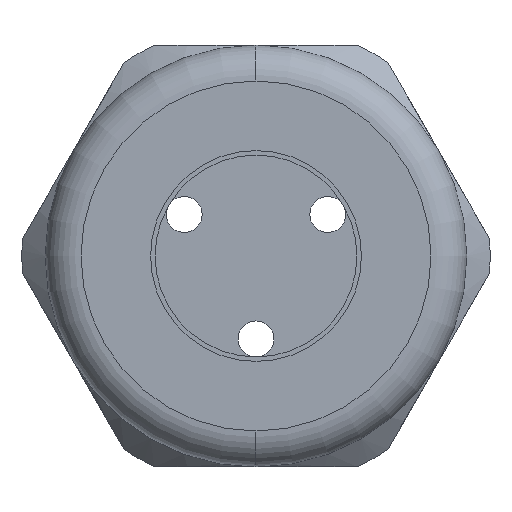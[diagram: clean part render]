
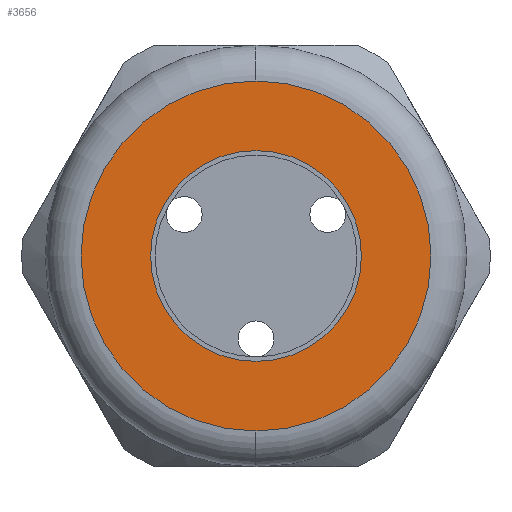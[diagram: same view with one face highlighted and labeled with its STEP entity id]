
A CAD part, left-side view. The second image highlights one B-rep face of the part: STEP entity #3656.
In plain terms, the highlighted planar face has unit normal (-1, 0, 0).
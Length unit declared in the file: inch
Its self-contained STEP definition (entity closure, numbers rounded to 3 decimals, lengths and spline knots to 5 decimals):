
#277 = ORIENTED_EDGE ( 'NONE', *, *, #948, .T. ) ;
#631 = EDGE_CURVE ( 'NONE', #955, #949, #2144, .T. ) ;
#632 = ORIENTED_EDGE ( 'NONE', *, *, #631, .T. ) ;
#633 = EDGE_LOOP ( 'NONE', ( #632, #277 ) ) ;
#640 = EDGE_CURVE ( 'NONE', #799, #874, #2182, .T. ) ;
#641 = ORIENTED_EDGE ( 'NONE', *, *, #640, .T. ) ;
#799 = VERTEX_POINT ( 'NONE', #2495 ) ;
#868 = EDGE_CURVE ( 'NONE', #874, #799, #2605, .T. ) ;
#874 = VERTEX_POINT ( 'NONE', #2663 ) ;
#948 = EDGE_CURVE ( 'NONE', #949, #955, #2786, .T. ) ;
#949 = VERTEX_POINT ( 'NONE', #2777 ) ;
#955 = VERTEX_POINT ( 'NONE', #2767 ) ;
#2130 = CARTESIAN_POINT ( 'NONE',  ( -1.25, 0., 0. ) ) ;
#2140 = DIRECTION ( 'NONE',  ( 0., 0., -1. ) ) ;
#2141 = DIRECTION ( 'NONE',  ( 1., 0., 0. ) ) ;
#2142 = CARTESIAN_POINT ( 'NONE',  ( -1.25, 0., 0. ) ) ;
#2143 = AXIS2_PLACEMENT_3D ( 'NONE', #2142, #2141, #2140 ) ;
#2144 = CIRCLE ( 'NONE', #2143, 0.235 ) ;
#2179 = DIRECTION ( 'NONE',  ( 0., 0., 1. ) ) ;
#2180 = DIRECTION ( 'NONE',  ( -1., 0., 0. ) ) ;
#2181 = AXIS2_PLACEMENT_3D ( 'NONE', #2130, #2180, #2179 ) ;
#2182 = CIRCLE ( 'NONE', #2181, 0.39 ) ;
#2495 = CARTESIAN_POINT ( 'NONE',  ( -1.25, 0., -0.39 ) ) ;
#2604 = AXIS2_PLACEMENT_3D ( 'NONE', #2667, #2666, #2665 ) ;
#2605 = CIRCLE ( 'NONE', #2604, 0.39 ) ;
#2663 = CARTESIAN_POINT ( 'NONE',  ( -1.25, 0., 0.39 ) ) ;
#2665 = DIRECTION ( 'NONE',  ( 0., 0., 1. ) ) ;
#2666 = DIRECTION ( 'NONE',  ( -1., 0., 0. ) ) ;
#2667 = CARTESIAN_POINT ( 'NONE',  ( -1.25, 0., 0. ) ) ;
#2767 = CARTESIAN_POINT ( 'NONE',  ( -1.25, 0., -0.235 ) ) ;
#2777 = CARTESIAN_POINT ( 'NONE',  ( -1.25, 0., 0.235 ) ) ;
#2778 = DIRECTION ( 'NONE',  ( 0., 0., -1. ) ) ;
#2779 = DIRECTION ( 'NONE',  ( 1., 0., 0. ) ) ;
#2780 = CARTESIAN_POINT ( 'NONE',  ( -1.25, 0., 0. ) ) ;
#2781 = AXIS2_PLACEMENT_3D ( 'NONE', #2780, #2779, #2778 ) ;
#2786 = CIRCLE ( 'NONE', #2781, 0.235 ) ;
#3047 = FACE_BOUND ( 'NONE', #633, .T. ) ;
#3048 = FACE_OUTER_BOUND ( 'NONE', #3654, .T. ) ;
#3105 = DIRECTION ( 'NONE',  ( 0., 0., 1. ) ) ;
#3106 = DIRECTION ( 'NONE',  ( -1., 0., 0. ) ) ;
#3107 = CARTESIAN_POINT ( 'NONE',  ( -1.25, 0.47, 0. ) ) ;
#3108 = AXIS2_PLACEMENT_3D ( 'NONE', #3107, #3106, #3105 ) ;
#3109 = PLANE ( 'NONE',  #3108 ) ;
#3650 = ORIENTED_EDGE ( 'NONE', *, *, #868, .T. ) ;
#3654 = EDGE_LOOP ( 'NONE', ( #3650, #641 ) ) ;
#3656 = ADVANCED_FACE ( 'NONE', ( #3048, #3047 ), #3109, .T. ) ;
